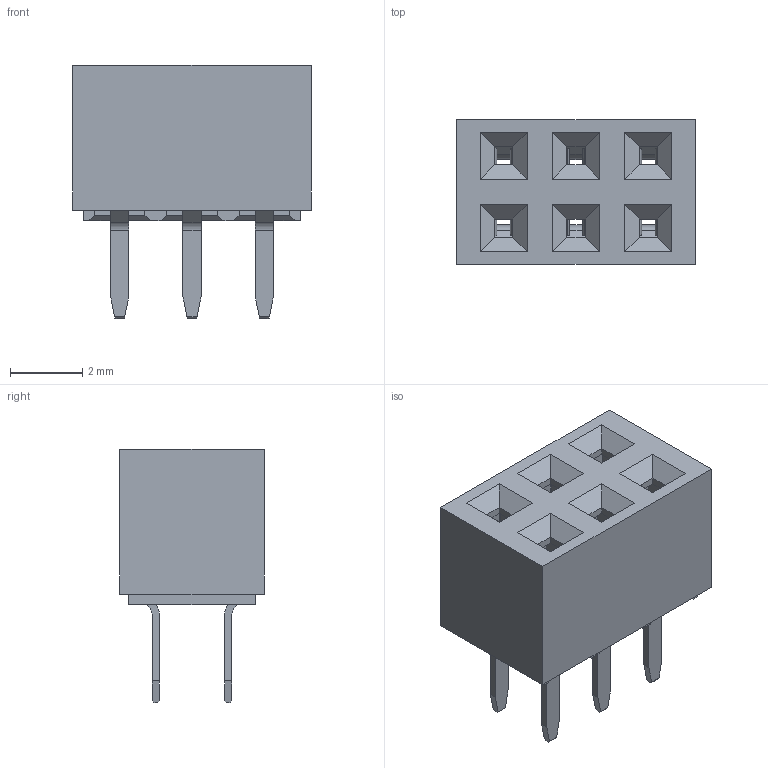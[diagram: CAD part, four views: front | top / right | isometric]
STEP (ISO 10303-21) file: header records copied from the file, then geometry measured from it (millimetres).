
FILE_DESCRIPTION(/* description */ ('Unknown'),/* implementation_level */ '2;1');
FILE_NAME(/* name */ '62000621821',/* time_stamp */ '2017-10-26T15:04:42+02:00',/* author */ ('Unknown'),/* organization */ ('Unknown'),/* preprocessor_version */ 'ST-DEVELOPER v16.7',/* originating_system */ 'DEX',/* authorisation */ $);
FILE_SCHEMA (('AUTOMOTIVE_DESIGN {1 0 10303 214 3 1 1}'));
Length unit declared in the file: millimetre
Products named in the file (3): 6200xx21821; 62000621821
Assembly tree (7 placements, depth 2):
  6200xx21821
    62000621821
    6200xx21821  x6
Bounding box: 6.6 x 4 x 7 mm (x, y, z)
Volume: 80.3 mm3; surface area: 424.6 mm2
Topology: 7 solids, 7 shells, 737 faces, 1950 edges, 1228 vertices
Faces by surface type: plane 485, cylinder 228, bspline 24
Entity records: 6720 total; most frequent: CARTESIAN_POINT 1237, ORIENTED_EDGE 1140, DIRECTION 1072, EDGE_CURVE 570, LINE 494, VECTOR 494, VERTEX_POINT 358, AXIS2_PLACEMENT_3D 289
